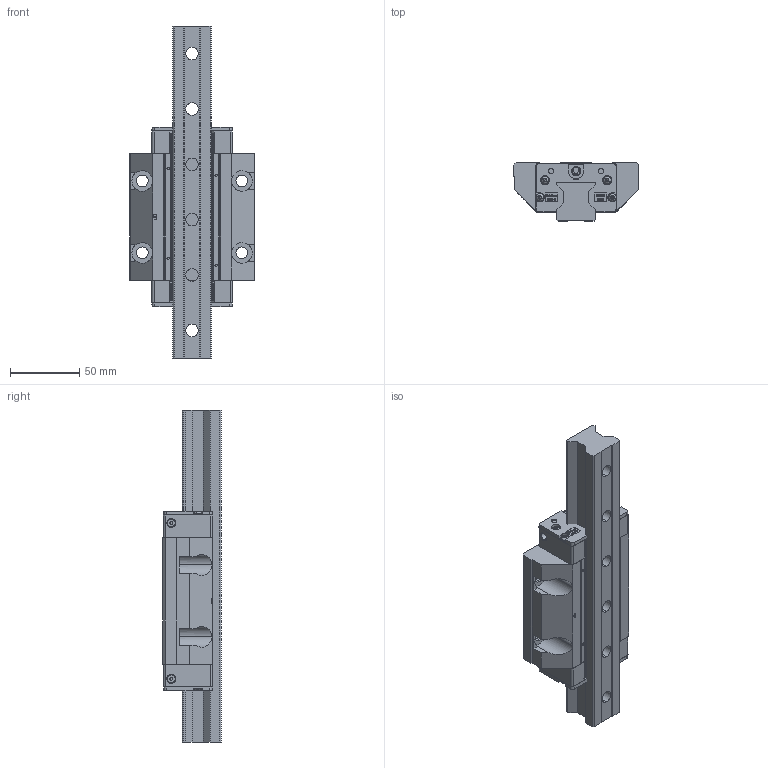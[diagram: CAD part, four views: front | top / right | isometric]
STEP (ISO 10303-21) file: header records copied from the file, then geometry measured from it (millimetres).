
FILE_DESCRIPTION (( 'STEP AP214' ), '1' );
FILE_NAME ('SBR30FLL-嫦歎辨.STEP', '2023-10-31T01:18:26', ( 'Windows 餌辨濠' ), ( '' ), 'SwSTEP 2.0', 'SolidWorks 2013', '' );
FILE_SCHEMA (( 'AUTOMOTIVE_DESIGN' ));
Length unit declared in the file: millimetre
Products named in the file (9): SBR-30-BS-SL-CO-M1000-R00 (BOTTOM SEAL LONG); ж睡墾 堅鼠_LL; ж睡墾 Щ溯蝶_LL; SBR30FLL 权己屈; SBR-30-RA-CO-M0100-R00 (RAIL); SRBOLT-M3x25L_SS400^SBR30FLL-嫦歎辨; SBR-30-ES-CO-M0400-R02 (END SEAL NBR); SBR-30-EP-CO-M0300-R00 (END PLATE); SBR30FLL-嫦歎辨
Assembly tree (18 placements, depth 3):
  SBR30FLL-嫦歎辨
    SBR-30-EP-CO-M0300-R00 (END PLATE)  x2
    SBR-30-ES-CO-M0400-R02 (END SEAL NBR)  x2
    SRBOLT-M3x25L_SS400^SBR30FLL-嫦歎辨  x8
    SBR-30-RA-CO-M0100-R00 (RAIL)
    SBR30FLL 权己屈
    SBR-30-BS-SL-CO-M1000-R00 (BOTTOM SEAL LONG)  x2
      ж睡墾 Щ溯蝶_LL
      ж睡墾 堅鼠_LL
Bounding box: 90.1 x 42.15 x 240 mm (x, y, z)
Volume: 358245.9 mm3; surface area: 115082.7 mm2
Topology: 18 solids, 50 shells, 2672 faces, 6823 edges, 4460 vertices
Faces by surface type: plane 1593, bspline 613, cylinder 330, cone 64, torus 56, sphere 16
Entity records: 60076 total; most frequent: CARTESIAN_POINT 25582, ORIENTED_EDGE 7148, DIRECTION 5607, EDGE_CURVE 3574, LINE 2449, VECTOR 2449, VERTEX_POINT 2362, AXIS2_PLACEMENT_3D 1579
